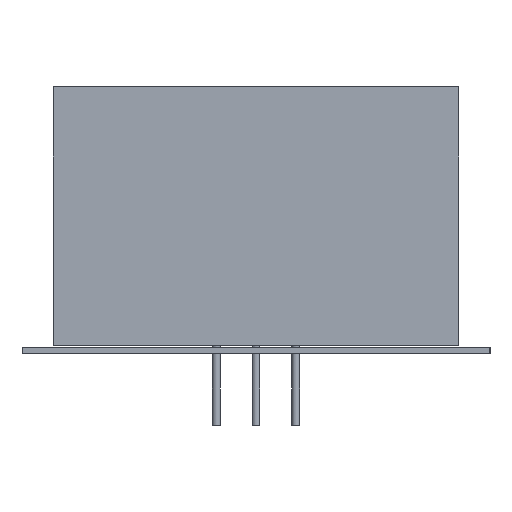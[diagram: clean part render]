
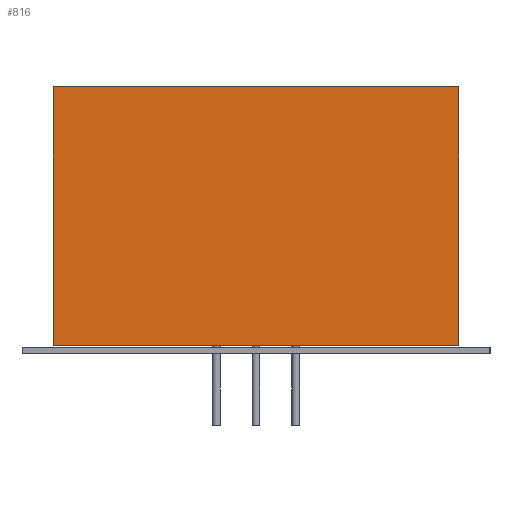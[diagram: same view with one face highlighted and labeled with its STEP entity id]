
A CAD part, left-side view. The second image highlights one B-rep face of the part: STEP entity #816.
In plain terms, the highlighted face is planar.
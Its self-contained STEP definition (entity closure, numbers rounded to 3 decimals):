
#816 = ADVANCED_FACE('',(#817),#851,.T.);
#817 = FACE_BOUND('',#818,.T.);
#818 = EDGE_LOOP('',(#819,#829,#837,#845));
#819 = ORIENTED_EDGE('',*,*,#820,.T.);
#820 = EDGE_CURVE('',#821,#823,#825,.T.);
#821 = VERTEX_POINT('',#822);
#822 = CARTESIAN_POINT('',(-10.46,7.92,0.));
#823 = VERTEX_POINT('',#824);
#824 = CARTESIAN_POINT('',(-10.46,7.92,16.6));
#825 = LINE('',#826,#827);
#826 = CARTESIAN_POINT('',(-10.46,7.92,0.));
#827 = VECTOR('',#828,1.);
#828 = DIRECTION('',(0.,0.,1.));
#829 = ORIENTED_EDGE('',*,*,#830,.T.);
#830 = EDGE_CURVE('',#823,#831,#833,.T.);
#831 = VERTEX_POINT('',#832);
#832 = CARTESIAN_POINT('',(15.54,7.92,16.6));
#833 = LINE('',#834,#835);
#834 = CARTESIAN_POINT('',(-10.46,7.92,16.6));
#835 = VECTOR('',#836,1.);
#836 = DIRECTION('',(1.,0.,0.));
#837 = ORIENTED_EDGE('',*,*,#838,.F.);
#838 = EDGE_CURVE('',#839,#831,#841,.T.);
#839 = VERTEX_POINT('',#840);
#840 = CARTESIAN_POINT('',(15.54,7.92,0.));
#841 = LINE('',#842,#843);
#842 = CARTESIAN_POINT('',(15.54,7.92,0.));
#843 = VECTOR('',#844,1.);
#844 = DIRECTION('',(0.,0.,1.));
#845 = ORIENTED_EDGE('',*,*,#846,.F.);
#846 = EDGE_CURVE('',#821,#839,#847,.T.);
#847 = LINE('',#848,#849);
#848 = CARTESIAN_POINT('',(-10.46,7.92,0.));
#849 = VECTOR('',#850,1.);
#850 = DIRECTION('',(1.,0.,0.));
#851 = PLANE('',#852);
#852 = AXIS2_PLACEMENT_3D('',#853,#854,#855);
#853 = CARTESIAN_POINT('',(-10.46,7.92,0.));
#854 = DIRECTION('',(0.,1.,0.));
#855 = DIRECTION('',(1.,0.,0.));
